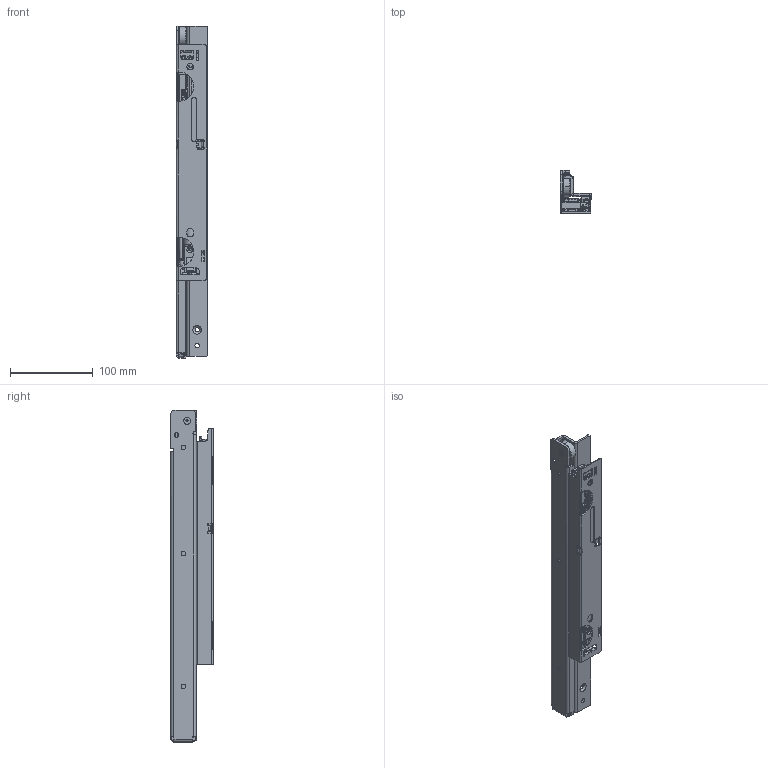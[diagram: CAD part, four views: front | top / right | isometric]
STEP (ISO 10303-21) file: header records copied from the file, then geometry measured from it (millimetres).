
FILE_DESCRIPTION (( 'STEP AP214' ), '1' );
FILE_NAME ('206.400-GA.L529_closed.STEP', '2023-04-25T12:17:06', ( '' ), ( '' ), 'SwSTEP 2.0', 'SolidWorks 2020', '' );
FILE_SCHEMA (( 'AUTOMOTIVE_DESIGN' ));
Length unit declared in the file: millimetre
Products named in the file (36): AG-041; SE-044_standard; SE-055; FUL-063 Laufring; DZ-031_2,5mm von 0-Stellung ausgezogen => eingebaut in der SM; FUL-063_U41-003+B01-011; SE-044tpe; 206.XXX-03.S180_400mm; DZ-031 Zylinder; DZ-031 Bremsmanschette; 206.XXX-01.A014_400mm; SE-043; SE-044; N61-220_vorgespannt ( 1,0mm ge”ffnet ); KR-164; U41-003; 206.400-GA.L529_closed; SE-008_kunststoff; DZ-031 Kolbenvorterteil; FUL-063 Außenring; DZ-031 Kolben montiert; FUL-063 Käfig; SM-022 Aufkleber; FUL-063 Kugellager; 875.01-142; B01-148_vernietet SE-054; DZ-031 ø3 kolbenstange; FUL-063 Innenring; 206.XXX-01.L529.li_NL 400 Var. 2 eingefahren; N61-220 einfach_vorgespannt ( 1,0mm ge”ffnet ); SM-022_geschlossen 1mm vor Endposition; DZ-031 Lippendichtung; 206.XXX-03.L529.li_NL 400 Var. 2; kugel_›   3,175000    (1.8"); DZ-031 Kolbenhinterteil; B01-011_vernietet Senkkopf Mat. 3mm
Assembly tree (42 placements, depth 6):
  206.400-GA.L529_closed
    206.XXX-01.L529.li_NL 400 Var. 2 eingefahren
      206.XXX-01.A014_400mm
      FUL-063_U41-003+B01-011
        FUL-063 Kugellager
          FUL-063 Innenring
          FUL-063 Außenring
          FUL-063 Käfig
          kugel_›   3,175000    (1.8")  x7
        FUL-063 Laufring
        B01-011_vernietet Senkkopf Mat. 3mm
        U41-003
      AG-041
      SM-022_geschlossen 1mm vor Endposition
        SE-043
        DZ-031_2,5mm von 0-Stellung ausgezogen => eingebaut in der SM
          DZ-031 Zylinder
          DZ-031 Kolben montiert
            DZ-031 Kolbenvorterteil
            DZ-031 ø3 kolbenstange
            DZ-031 Kolbenhinterteil
            DZ-031 Bremsmanschette
            DZ-031 Lippendichtung
          SE-008_kunststoff
        N61-220_vorgespannt ( 1,0mm ge”ffnet )
          KR-164
          N61-220 einfach_vorgespannt ( 1,0mm ge”ffnet )
        SE-044
          SE-044_standard
          SE-044tpe
        SM-022 Aufkleber
      875.01-142
    206.XXX-03.L529.li_NL 400 Var. 2
      206.XXX-03.S180_400mm
      FUL-063_U41-003+B01-011
        FUL-063 Kugellager
          FUL-063 Innenring
          FUL-063 Außenring
          FUL-063 Käfig
          kugel_›   3,175000    (1.8")  x7
        FUL-063 Laufring
        B01-011_vernietet Senkkopf Mat. 3mm
        U41-003
      B01-148_vernietet SE-054
      SE-055
Bounding box: 38.5 x 51.5 x 400 mm (x, y, z)
Volume: 197565.9 mm3; surface area: 191791.7 mm2
Topology: 46 solids, 46 shells, 3951 faces, 10042 edges, 6183 vertices
Faces by surface type: plane 1448, cylinder 1302, bspline 353, torus 352, sphere 268, cone 228
Entity records: 133186 total; most frequent: CARTESIAN_POINT 43725, ORIENTED_EDGE 18512, DIRECTION 17918, EDGE_CURVE 9256, AXIS2_PLACEMENT_3D 6563, VERTEX_POINT 5739, VECTOR 4792, LINE 4792
